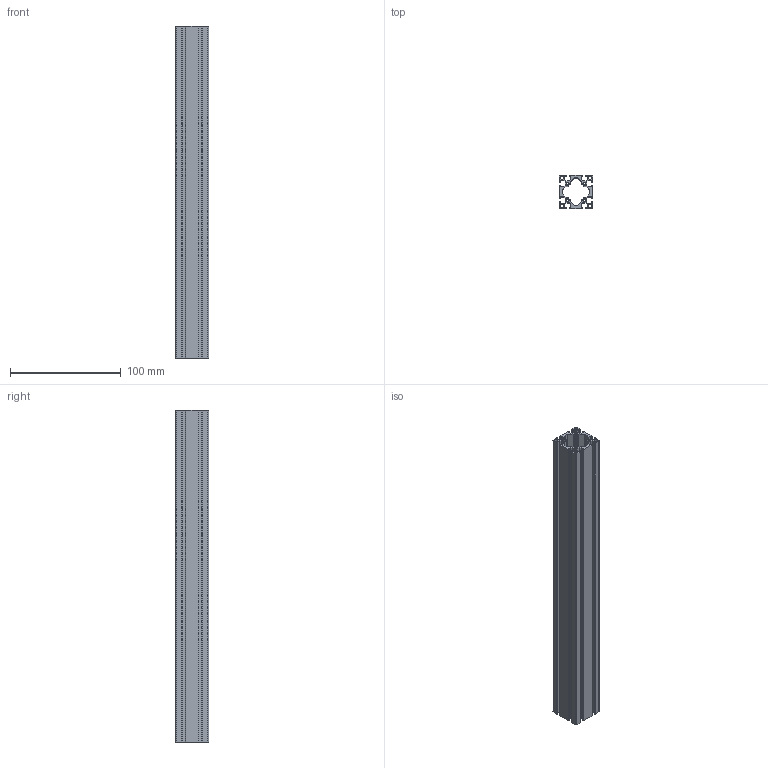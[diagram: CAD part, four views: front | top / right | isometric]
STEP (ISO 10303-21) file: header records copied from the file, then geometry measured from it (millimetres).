
FILE_DESCRIPTION(/* description */ (''),/* implementation_level */ '2;1');
FILE_NAME(/* name */ 'model.step',/* time_stamp */ '2025-06-11T23:41:09-07:00',/* author */ (''),/* organization */ (''),/* preprocessor_version */ 'ST-DEVELOPER v20.1',/* originating_system */ 'Autodesk Translation Framework v14.10.0.0',/* authorisation */ '');
FILE_SCHEMA (('AUTOMOTIVE_DESIGN { 1 0 10303 214 3 1 1 }'));
Length unit declared in the file: millimetre
Products named in the file (2): LDO-153030-SGC350A V4; LDO-153030
Assembly tree (1 placements, depth 2):
  LDO-153030-SGC350A V4
    LDO-153030
Bounding box: 30 x 30 x 300 mm (x, y, z)
Volume: 80577.3 mm3; surface area: 111034.5 mm2
Topology: 1 solids, 1 shells, 158 faces, 468 edges, 312 vertices
Faces by surface type: plane 106, cylinder 52
Full cylindrical faces by diameter (mm): 3 x4
Entity records: 5356 total; most frequent: CARTESIAN_POINT 941, ORIENTED_EDGE 936, DIRECTION 894, EDGE_CURVE 468, LINE 364, VECTOR 364, VERTEX_POINT 312, AXIS2_PLACEMENT_3D 265
